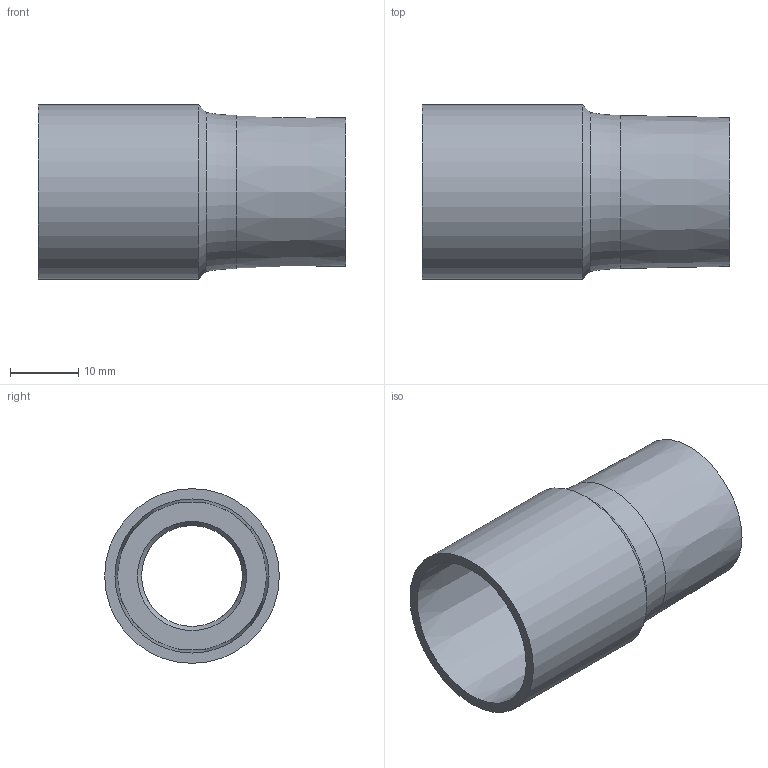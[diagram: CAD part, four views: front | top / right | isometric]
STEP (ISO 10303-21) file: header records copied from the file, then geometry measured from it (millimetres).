
FILE_DESCRIPTION(/* description */ (''),/* implementation_level */ '2;1');
FILE_NAME(/* name */ 'Adaptador 22-15 Pared doble v2.step',/* time_stamp */ '2020-04-02T11:36:22+02:00',/* author */ (''),/* organization */ (''),/* preprocessor_version */ 'ST-DEVELOPER v18',/* originating_system */ 'Autodesk Translation Framework v8.12.0.6',/* authorisation */ '');
FILE_SCHEMA (('AUTOMOTIVE_DESIGN { 1 0 10303 214 3 1 1 }'));
Length unit declared in the file: millimetre
Products named in the file (2): Adaptador  22-15 Pared doble; Conector Rigido 22-15 Inverso v1
Assembly tree (1 placements, depth 2):
  Adaptador  22-15 Pared doble
    Conector Rigido 22-15 Inverso v1
Bounding box: 45.14 x 25.6 x 25.6 mm (x, y, z)
Volume: 6704.5 mm3; surface area: 8894.8 mm2
Topology: 1 solids, 1 shells, 32 faces, 89 edges, 60 vertices
Faces by surface type: plane 15, cone 8, torus 7, cylinder 2
Full cylindrical faces by diameter (mm): 16 x1, 25.6 x1
Entity records: 1127 total; most frequent: CARTESIAN_POINT 244, DIRECTION 184, ORIENTED_EDGE 178, EDGE_CURVE 89, AXIS2_PLACEMENT_3D 78, VERTEX_POINT 60, CIRCLE 43, EDGE_LOOP 35
